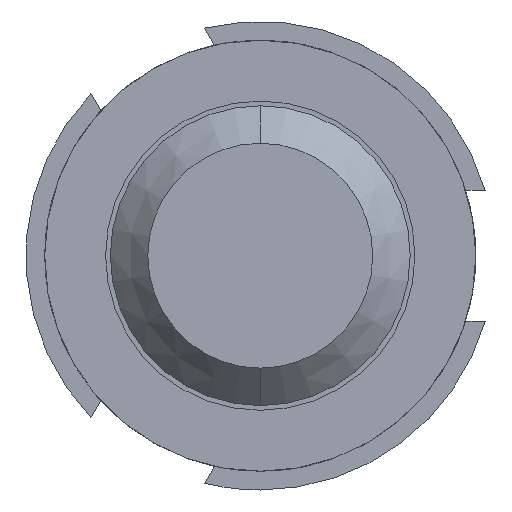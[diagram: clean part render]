
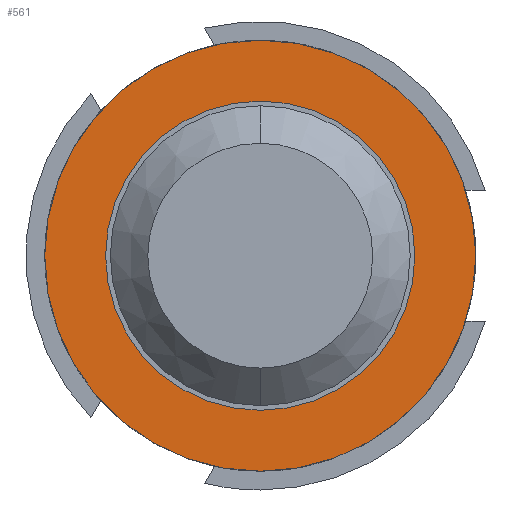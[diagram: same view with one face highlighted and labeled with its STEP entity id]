
A CAD part, front view. The second image highlights one B-rep face of the part: STEP entity #561.
In plain terms, the highlighted planar face has unit normal (0, -1, 0).
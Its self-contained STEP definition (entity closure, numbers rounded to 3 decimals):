
#144 = CARTESIAN_POINT ( 'NONE',  ( 0., -1.5, 0. ) ) ;
#337 = DIRECTION ( 'NONE',  ( 0., 1., 0. ) ) ;
#414 = CIRCLE ( 'NONE', #3013, 1.15 ) ;
#501 = EDGE_CURVE ( 'Defeature ausgef�hrt1_37+Defeature ausgef�hrt1_43+Defeature ausgef�hrt1_43+Defeature ausgef�hrt1_43', #978, #835, #414, .T. ) ;
#561 = ADVANCED_FACE ( 'Defeature ausgef�hrt1_43', ( #3346, #2921 ), #2828, .F. ) ;
#589 = EDGE_CURVE ( 'Defeature ausgef�hrt1_43+Defeature ausgef�hrt1_42+Defeature ausgef�hrt1_42+Defeature ausgef�hrt1_42', #3105, #3749, #2799, .T. ) ;
#751 = DIRECTION ( 'NONE',  ( 0., 1., 0. ) ) ;
#835 = VERTEX_POINT ( 'NONE', #1406 ) ;
#854 = AXIS2_PLACEMENT_3D ( 'NONE', #2539, #4290, #1138 ) ;
#977 = AXIS2_PLACEMENT_3D ( 'NONE', #1227, #3963, #1205 ) ;
#978 = VERTEX_POINT ( 'NONE', #1112 ) ;
#1112 = CARTESIAN_POINT ( 'NONE',  ( 0., -1.5, -1.15 ) ) ;
#1138 = DIRECTION ( 'NONE',  ( 0., 0., 1. ) ) ;
#1205 = DIRECTION ( 'NONE',  ( 0., 0., 1. ) ) ;
#1227 = CARTESIAN_POINT ( 'NONE',  ( 0., -1.5, 0. ) ) ;
#1327 = CIRCLE ( 'NONE', #3450, 0.825 ) ;
#1406 = CARTESIAN_POINT ( 'NONE',  ( 0., -1.5, 1.15 ) ) ;
#1471 = CARTESIAN_POINT ( 'NONE',  ( 0.825, -1.5, 0. ) ) ;
#1496 = EDGE_LOOP ( 'NONE', ( #2329, #3776 ) ) ;
#1854 = ORIENTED_EDGE ( 'NONE', *, *, #589, .T. ) ;
#2094 = DIRECTION ( 'NONE',  ( 0., 0., 1. ) ) ;
#2140 = DIRECTION ( 'NONE',  ( 0., 0., 1. ) ) ;
#2144 = ORIENTED_EDGE ( 'NONE', *, *, #2578, .T. ) ;
#2329 = ORIENTED_EDGE ( 'NONE', *, *, #3686, .F. ) ;
#2335 = EDGE_LOOP ( 'NONE', ( #2144, #1854 ) ) ;
#2491 = DIRECTION ( 'NONE',  ( 0., 1., 0. ) ) ;
#2539 = CARTESIAN_POINT ( 'NONE',  ( 0., -1.5, 0. ) ) ;
#2578 = EDGE_CURVE ( 'Defeature ausgef�hrt1_43+Defeature ausgef�hrt1_42+Defeature ausgef�hrt1_42+Defeature ausgef�hrt1_42', #3749, #3105, #1327, .T. ) ;
#2799 = CIRCLE ( 'NONE', #977, 0.825 ) ;
#2811 = CARTESIAN_POINT ( 'NONE',  ( 0., -1.5, -0.825 ) ) ;
#2828 = PLANE ( 'NONE',  #3239 ) ;
#2921 = FACE_BOUND ( 'NONE', #2335, .T. ) ;
#3013 = AXIS2_PLACEMENT_3D ( 'NONE', #144, #2491, #2140 ) ;
#3105 = VERTEX_POINT ( 'NONE', #2811 ) ;
#3239 = AXIS2_PLACEMENT_3D ( 'NONE', #1471, #751, #3882 ) ;
#3346 = FACE_OUTER_BOUND ( 'NONE', #1496, .T. ) ;
#3450 = AXIS2_PLACEMENT_3D ( 'NONE', #3464, #337, #2094 ) ;
#3464 = CARTESIAN_POINT ( 'NONE',  ( 0., -1.5, 0. ) ) ;
#3686 = EDGE_CURVE ( 'Defeature ausgef�hrt1_37+Defeature ausgef�hrt1_43+Defeature ausgef�hrt1_43+Defeature ausgef�hrt1_43', #835, #978, #4420, .T. ) ;
#3749 = VERTEX_POINT ( 'NONE', #3922 ) ;
#3776 = ORIENTED_EDGE ( 'NONE', *, *, #501, .F. ) ;
#3882 = DIRECTION ( 'NONE',  ( 0., 0., 1. ) ) ;
#3922 = CARTESIAN_POINT ( 'NONE',  ( 0., -1.5, 0.825 ) ) ;
#3963 = DIRECTION ( 'NONE',  ( 0., 1., 0. ) ) ;
#4290 = DIRECTION ( 'NONE',  ( 0., 1., 0. ) ) ;
#4420 = CIRCLE ( 'NONE', #854, 1.15 ) ;
